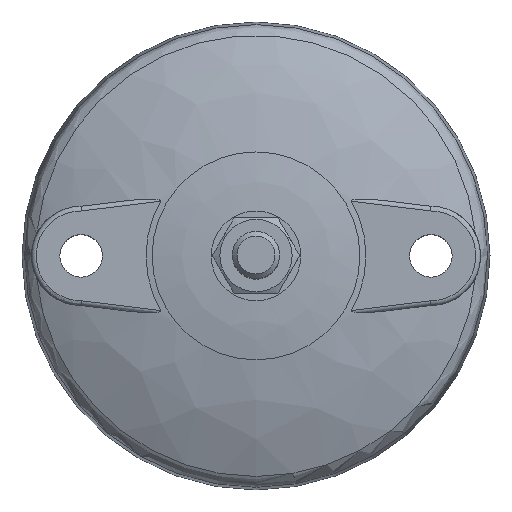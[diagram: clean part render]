
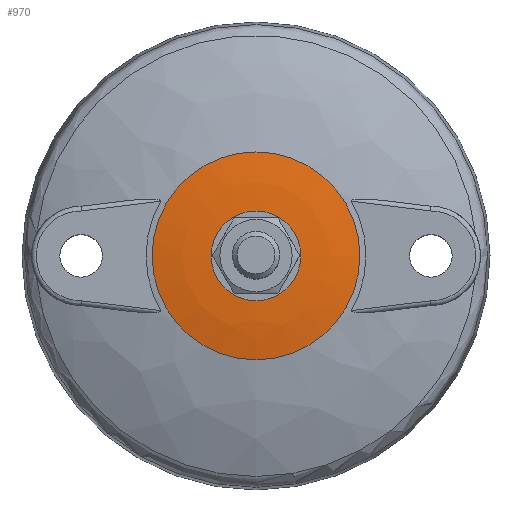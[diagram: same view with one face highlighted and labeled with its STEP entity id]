
A CAD part, top view. The second image highlights one B-rep face of the part: STEP entity #970.
In plain terms, the highlighted free-form (B-spline) face has degree [2, 2] with [3, 9] control points.
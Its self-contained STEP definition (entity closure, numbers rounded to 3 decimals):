
#23=(
BOUNDED_SURFACE()
B_SPLINE_SURFACE(2,2,((#1734,#1735,#1736,#1737,#1738,#1739,#1740,#1741,
#1742),(#1743,#1744,#1745,#1746,#1747,#1748,#1749,#1750,#1751),(#1752,#1753,
#1754,#1755,#1756,#1757,#1758,#1759,#1760)),.UNSPECIFIED.,.F.,.T.,.F.)
B_SPLINE_SURFACE_WITH_KNOTS((3,3),(3,2,2,2,3),(-1.554,-1.374),
(-3.142,-1.571,0.,1.571,3.142),
 .UNSPECIFIED.)
GEOMETRIC_REPRESENTATION_ITEM()
RATIONAL_B_SPLINE_SURFACE(((1.,0.707,1.,0.707,1.,
0.707,1.,0.707,1.),(0.996,0.704,
0.996,0.704,0.996,0.704,
0.996,0.704,0.996),(1.,0.707,
1.,0.707,1.,0.707,1.,0.707,1.)))
REPRESENTATION_ITEM('')
SURFACE()
);
#178=FACE_OUTER_BOUND('',#248,.T.);
#248=EDGE_LOOP('',(#824,#825,#826,#827));
#419=CIRCLE('',#1171,21.986);
#420=CIRCLE('',#1172,70.01);
#421=CIRCLE('',#1173,9.483);
#494=VERTEX_POINT('',#1761);
#495=VERTEX_POINT('',#1763);
#610=EDGE_CURVE('',#494,#494,#419,.T.);
#611=EDGE_CURVE('',#494,#495,#420,.T.);
#612=EDGE_CURVE('',#495,#495,#421,.T.);
#824=ORIENTED_EDGE('',*,*,#610,.F.);
#825=ORIENTED_EDGE('',*,*,#611,.T.);
#826=ORIENTED_EDGE('',*,*,#612,.T.);
#827=ORIENTED_EDGE('',*,*,#611,.F.);
#970=ADVANCED_FACE('',(#178),#23,.F.);
#1171=AXIS2_PLACEMENT_3D('',#1762,#1410,#1411);
#1172=AXIS2_PLACEMENT_3D('',#1764,#1412,#1413);
#1173=AXIS2_PLACEMENT_3D('',#1765,#1414,#1415);
#1410=DIRECTION('center_axis',(0.,-1.,0.));
#1411=DIRECTION('ref_axis',(1.,0.,0.));
#1412=DIRECTION('center_axis',(-1.,0.,0.));
#1413=DIRECTION('ref_axis',(0.,0.,1.));
#1414=DIRECTION('center_axis',(0.,-1.,0.));
#1415=DIRECTION('ref_axis',(1.,0.,0.));
#1734=CARTESIAN_POINT('Ctrl Pts',(0.,18.,9.483));
#1735=CARTESIAN_POINT('Ctrl Pts',(-9.483,18.,9.483));
#1736=CARTESIAN_POINT('Ctrl Pts',(-9.483,18.,0.));
#1737=CARTESIAN_POINT('Ctrl Pts',(-9.483,18.,-9.483));
#1738=CARTESIAN_POINT('Ctrl Pts',(0.,18.,-9.483));
#1739=CARTESIAN_POINT('Ctrl Pts',(9.483,18.,-9.483));
#1740=CARTESIAN_POINT('Ctrl Pts',(9.483,18.,0.));
#1741=CARTESIAN_POINT('Ctrl Pts',(9.483,18.,9.483));
#1742=CARTESIAN_POINT('Ctrl Pts',(0.,18.,9.483));
#1743=CARTESIAN_POINT('Ctrl Pts',(0.,17.893,15.795));
#1744=CARTESIAN_POINT('Ctrl Pts',(-15.795,17.893,15.795));
#1745=CARTESIAN_POINT('Ctrl Pts',(-15.795,17.893,0.));
#1746=CARTESIAN_POINT('Ctrl Pts',(-15.795,17.893,-15.795));
#1747=CARTESIAN_POINT('Ctrl Pts',(0.,17.893,-15.795));
#1748=CARTESIAN_POINT('Ctrl Pts',(15.795,17.893,-15.795));
#1749=CARTESIAN_POINT('Ctrl Pts',(15.795,17.893,0.));
#1750=CARTESIAN_POINT('Ctrl Pts',(15.795,17.893,15.795));
#1751=CARTESIAN_POINT('Ctrl Pts',(0.,17.893,15.795));
#1752=CARTESIAN_POINT('Ctrl Pts',(0.,16.659,21.986));
#1753=CARTESIAN_POINT('Ctrl Pts',(-21.986,16.659,21.986));
#1754=CARTESIAN_POINT('Ctrl Pts',(-21.986,16.659,0.));
#1755=CARTESIAN_POINT('Ctrl Pts',(-21.986,16.659,-21.986));
#1756=CARTESIAN_POINT('Ctrl Pts',(0.,16.659,-21.986));
#1757=CARTESIAN_POINT('Ctrl Pts',(21.986,16.659,-21.986));
#1758=CARTESIAN_POINT('Ctrl Pts',(21.986,16.659,0.));
#1759=CARTESIAN_POINT('Ctrl Pts',(21.986,16.659,21.986));
#1760=CARTESIAN_POINT('Ctrl Pts',(0.,16.659,21.986));
#1761=CARTESIAN_POINT('',(0.,16.659,21.986));
#1762=CARTESIAN_POINT('Origin',(0.,16.659,0.));
#1763=CARTESIAN_POINT('',(0.,18.,9.483));
#1764=CARTESIAN_POINT('Origin',(0.,-52.,
8.3));
#1765=CARTESIAN_POINT('Origin',(0.,18.,0.));
